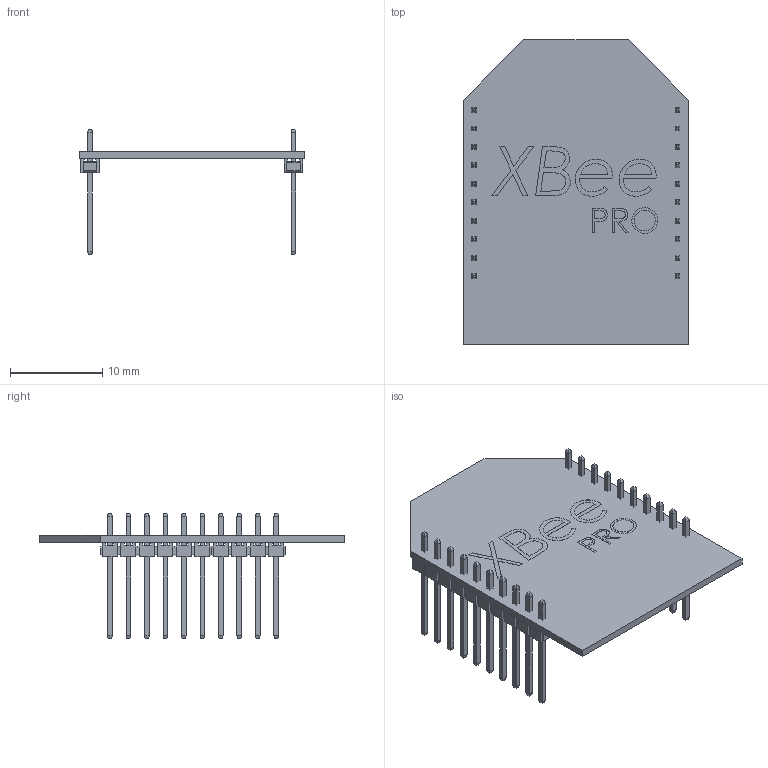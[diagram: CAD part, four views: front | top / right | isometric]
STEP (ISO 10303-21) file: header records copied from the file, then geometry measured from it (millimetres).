
FILE_DESCRIPTION (( 'STEP AP214' ), '1' );
FILE_NAME ('C56C2265-FD09-45AC-9121-2C091765CEEE.STEP', '2009-03-19T22:02:09', ( 'sysAdmin' ), ( 'SolidWorks' ), 'SwSTEP 2.0', 'SolidWorks 2009', '' );
FILE_SCHEMA (( 'AUTOMOTIVE_DESIGN' ));
Length unit declared in the file: millimetre
Products named in the file (3): SW3dPS-XBEE Pro_XBEE PCB_Défaut; C56C2265-FD09-45AC-9121-2C091765CEEE; SW3dPS-XBEE Pro_MTMM-106-09-X-S-350_Défaut
Assembly tree (3 placements, depth 2):
  C56C2265-FD09-45AC-9121-2C091765CEEE
    SW3dPS-XBEE Pro_MTMM-106-09-X-S-350_Défaut  x2
    SW3dPS-XBEE Pro_XBEE PCB_Défaut
Bounding box: 24.38 x 32.94 x 13.59 mm (x, y, z)
Volume: 601.1 mm3; surface area: 2472 mm2
Topology: 1 solids, 25 shells, 1088 faces, 2764 edges, 1736 vertices
Faces by surface type: plane 878, cylinder 160, bspline 50
Entity records: 27125 total; most frequent: CARTESIAN_POINT 6623, ORIENTED_EDGE 2976, DIRECTION 2470, EDGE_CURVE 1532, VECTOR 1352, LINE 1352, VERTEX_POINT 968, EDGE_LOOP 636
